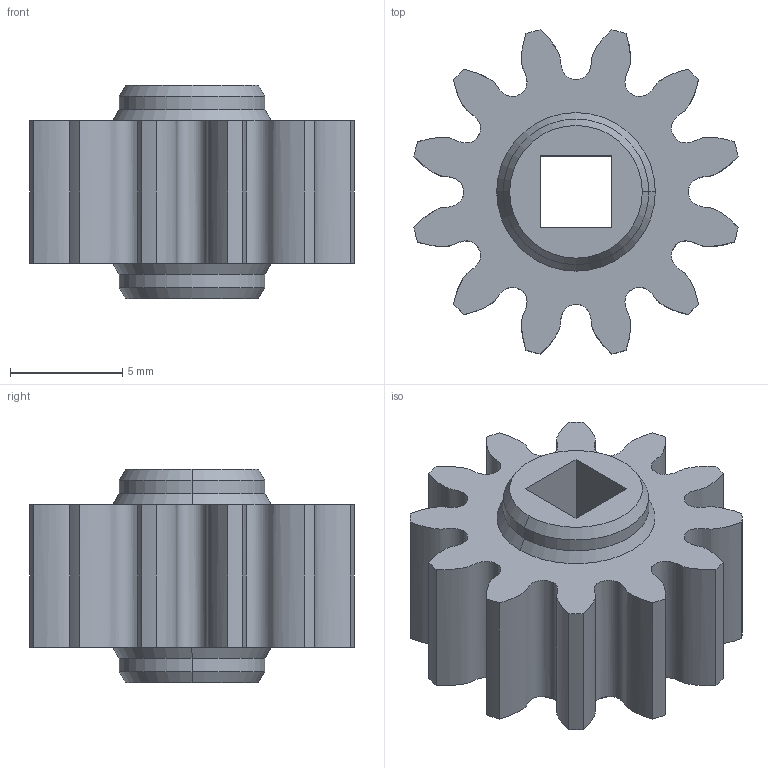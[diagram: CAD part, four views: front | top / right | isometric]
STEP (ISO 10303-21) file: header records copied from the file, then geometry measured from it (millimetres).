
FILE_DESCRIPTION (( 'STEP AP203' ), '1' );
FILE_NAME ('276-7368 Web.STEP', '2020-08-25T19:20:02', ( '' ), ( '' ), 'SwSTEP 2.0', 'SolidWorks 2019', '' );
FILE_SCHEMA (( 'CONFIG_CONTROL_DESIGN' ));
Length unit declared in the file: millimetre
Products named in the file (1): 276-7368 Web
Bounding box: 14.47 x 14.47 x 9.53 mm (x, y, z)
Volume: 812.1 mm3; surface area: 886.8 mm2
Topology: 1 solids, 1 shells, 44 faces, 112 edges, 72 vertices
Faces by surface type: cylinder 16, bspline 12, cone 8, plane 8
Entity records: 6333 total; most frequent: CARTESIAN_POINT 5233, ORIENTED_EDGE 224, DIRECTION 194, EDGE_CURVE 112, AXIS2_PLACEMENT_3D 73, VERTEX_POINT 72, EDGE_LOOP 48, LINE 48
